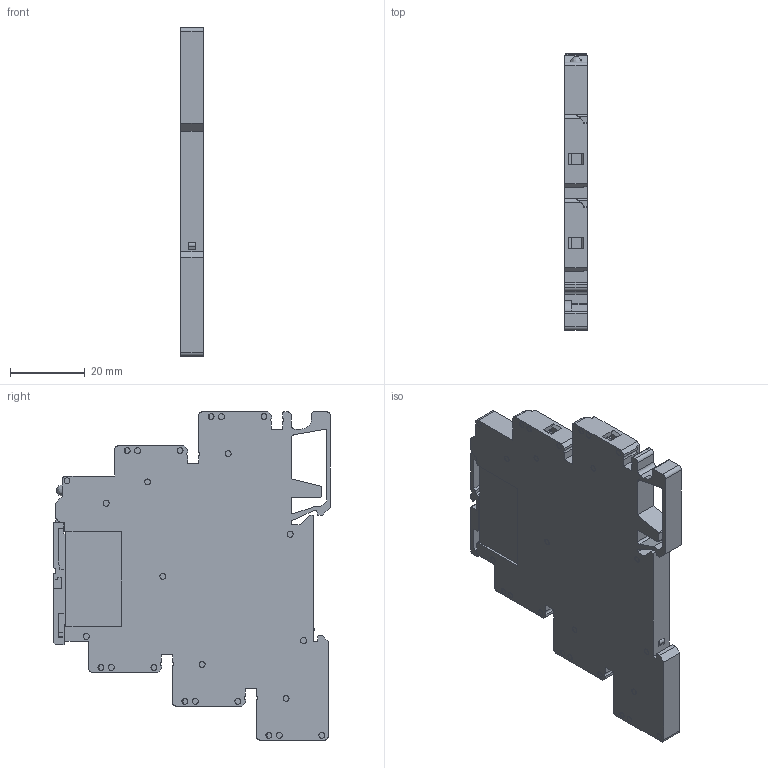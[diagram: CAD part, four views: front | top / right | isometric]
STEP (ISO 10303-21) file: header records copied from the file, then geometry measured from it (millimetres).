
FILE_DESCRIPTION (( 'STEP AP214' ), '1' );
FILE_NAME ('OUTSIDE-RV8H-L-□.STEP', '2014-08-22T06:19:13', ( 'IDEC' ), ( '' ), 'SwSTEP 2.0', 'SolidWorks 2012', '' );
FILE_SCHEMA (( 'AUTOMOTIVE_DESIGN' ));
Length unit declared in the file: millimetre
Products named in the file (1): OUTSIDE-RV8H-L-□
Bounding box: 6.1 x 74.2 x 88 mm (x, y, z)
Volume: 27781.5 mm3; surface area: 13347.4 mm2
Topology: 1 solids, 1 shells, 742 faces, 1967 edges, 1281 vertices
Faces by surface type: plane 483, cylinder 155, bspline 79, cone 25
Entity records: 26611 total; most frequent: CARTESIAN_POINT 7618, ORIENTED_EDGE 3930, DIRECTION 3498, EDGE_CURVE 1965, LINE 1390, VECTOR 1390, VERTEX_POINT 1281, AXIS2_PLACEMENT_3D 1054
